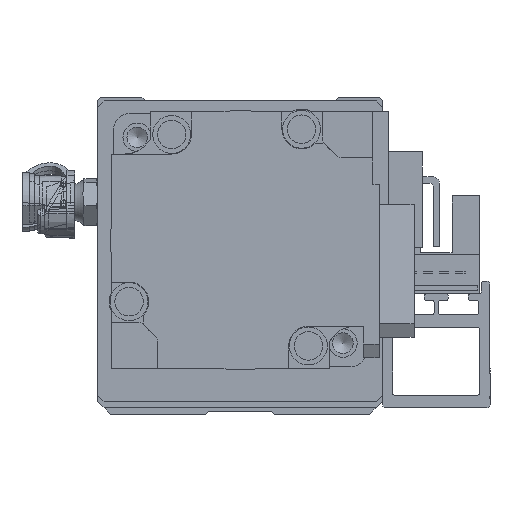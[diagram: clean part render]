
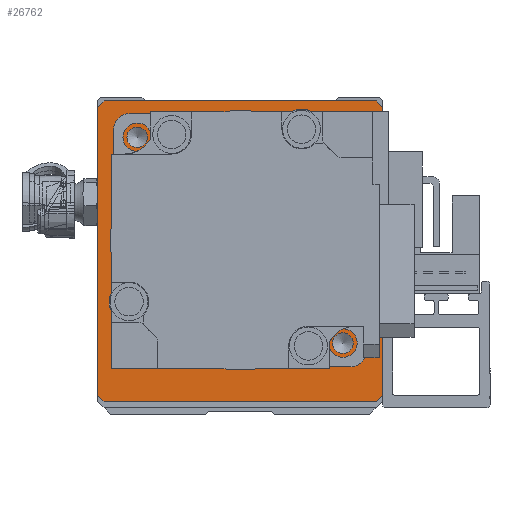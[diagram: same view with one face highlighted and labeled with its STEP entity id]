
A CAD part, front view. The second image highlights one B-rep face of the part: STEP entity #26762.
In plain terms, the highlighted planar face has unit normal (0, -1, 0).
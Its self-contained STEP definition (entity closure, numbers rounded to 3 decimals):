
#692=FACE_BOUND('',#4486,.T.);
#693=FACE_BOUND('',#4487,.T.);
#694=FACE_BOUND('',#4488,.T.);
#695=FACE_BOUND('',#4489,.T.);
#696=FACE_BOUND('',#4490,.T.);
#697=FACE_BOUND('',#4491,.T.);
#698=FACE_BOUND('',#4492,.T.);
#699=FACE_BOUND('',#4493,.T.);
#700=FACE_BOUND('',#4494,.T.);
#1347=PLANE('',#29044);
#2795=FACE_OUTER_BOUND('',#4485,.T.);
#4485=EDGE_LOOP('',(#20067,#20068,#20069,#20070,#20071,#20072,#20073,#20074));
#4486=EDGE_LOOP('',(#20075));
#4487=EDGE_LOOP('',(#20076));
#4488=EDGE_LOOP('',(#20077));
#4489=EDGE_LOOP('',(#20078));
#4490=EDGE_LOOP('',(#20079));
#4491=EDGE_LOOP('',(#20080));
#4492=EDGE_LOOP('',(#20081));
#4493=EDGE_LOOP('',(#20082));
#4494=EDGE_LOOP('',(#20083));
#6405=LINE('',#41631,#8563);
#6414=LINE('',#41684,#8572);
#6416=LINE('',#41688,#8574);
#6443=LINE('',#41788,#8601);
#6445=LINE('',#41791,#8603);
#6447=LINE('',#41795,#8605);
#6449=LINE('',#41799,#8607);
#6450=LINE('',#41801,#8608);
#8563=VECTOR('',#33222,10.);
#8572=VECTOR('',#33253,10.);
#8574=VECTOR('',#33257,10.);
#8601=VECTOR('',#33374,10.);
#8603=VECTOR('',#33378,10.);
#8605=VECTOR('',#33382,10.);
#8607=VECTOR('',#33386,10.);
#8608=VECTOR('',#33389,10.);
#10561=CIRCLE('',#29004,1.621);
#10563=CIRCLE('',#29008,1.621);
#10565=CIRCLE('',#29012,1.621);
#10567=CIRCLE('',#29016,1.621);
#10570=CIRCLE('',#29024,3.);
#10571=CIRCLE('',#29027,3.);
#10572=CIRCLE('',#29030,3.);
#10573=CIRCLE('',#29033,3.);
#10574=CIRCLE('',#29036,15.);
#12311=VERTEX_POINT('',#41628);
#12312=VERTEX_POINT('',#41630);
#12319=VERTEX_POINT('',#41682);
#12320=VERTEX_POINT('',#41686);
#12327=VERTEX_POINT('',#41709);
#12330=VERTEX_POINT('',#41718);
#12333=VERTEX_POINT('',#41727);
#12336=VERTEX_POINT('',#41736);
#12341=VERTEX_POINT('',#41754);
#12342=VERTEX_POINT('',#41760);
#12343=VERTEX_POINT('',#41766);
#12344=VERTEX_POINT('',#41772);
#12345=VERTEX_POINT('',#41778);
#12347=VERTEX_POINT('',#41785);
#12348=VERTEX_POINT('',#41787);
#12349=VERTEX_POINT('',#41793);
#12350=VERTEX_POINT('',#41797);
#15165=EDGE_CURVE('',#12311,#12312,#6405,.T.);
#15180=EDGE_CURVE('',#12319,#12311,#6414,.T.);
#15182=EDGE_CURVE('',#12320,#12319,#6416,.T.);
#15191=EDGE_CURVE('',#12327,#12327,#10561,.T.);
#15195=EDGE_CURVE('',#12330,#12330,#10563,.T.);
#15199=EDGE_CURVE('',#12333,#12333,#10565,.T.);
#15203=EDGE_CURVE('',#12336,#12336,#10567,.T.);
#15211=EDGE_CURVE('',#12341,#12341,#10570,.T.);
#15214=EDGE_CURVE('',#12342,#12342,#10571,.T.);
#15217=EDGE_CURVE('',#12343,#12343,#10572,.T.);
#15220=EDGE_CURVE('',#12344,#12344,#10573,.T.);
#15223=EDGE_CURVE('',#12345,#12345,#10574,.T.);
#15227=EDGE_CURVE('',#12347,#12348,#6443,.T.);
#15229=EDGE_CURVE('',#12312,#12347,#6445,.T.);
#15231=EDGE_CURVE('',#12349,#12320,#6447,.T.);
#15233=EDGE_CURVE('',#12350,#12349,#6449,.T.);
#15234=EDGE_CURVE('',#12348,#12350,#6450,.T.);
#20067=ORIENTED_EDGE('',*,*,#15234,.F.);
#20068=ORIENTED_EDGE('',*,*,#15227,.F.);
#20069=ORIENTED_EDGE('',*,*,#15229,.F.);
#20070=ORIENTED_EDGE('',*,*,#15165,.F.);
#20071=ORIENTED_EDGE('',*,*,#15180,.F.);
#20072=ORIENTED_EDGE('',*,*,#15182,.F.);
#20073=ORIENTED_EDGE('',*,*,#15231,.F.);
#20074=ORIENTED_EDGE('',*,*,#15233,.F.);
#20075=ORIENTED_EDGE('',*,*,#15191,.T.);
#20076=ORIENTED_EDGE('',*,*,#15195,.T.);
#20077=ORIENTED_EDGE('',*,*,#15199,.T.);
#20078=ORIENTED_EDGE('',*,*,#15203,.T.);
#20079=ORIENTED_EDGE('',*,*,#15211,.T.);
#20080=ORIENTED_EDGE('',*,*,#15214,.T.);
#20081=ORIENTED_EDGE('',*,*,#15217,.T.);
#20082=ORIENTED_EDGE('',*,*,#15220,.T.);
#20083=ORIENTED_EDGE('',*,*,#15223,.T.);
#26762=ADVANCED_FACE('',(#2795,#692,#693,#694,#695,#696,#697,#698,#699,
#700),#1347,.F.);
#29004=AXIS2_PLACEMENT_3D('',#41710,#33281,#33282);
#29008=AXIS2_PLACEMENT_3D('',#41719,#33291,#33292);
#29012=AXIS2_PLACEMENT_3D('',#41728,#33301,#33302);
#29016=AXIS2_PLACEMENT_3D('',#41737,#33311,#33312);
#29024=AXIS2_PLACEMENT_3D('',#41755,#33332,#33333);
#29027=AXIS2_PLACEMENT_3D('',#41761,#33340,#33341);
#29030=AXIS2_PLACEMENT_3D('',#41767,#33348,#33349);
#29033=AXIS2_PLACEMENT_3D('',#41773,#33356,#33357);
#29036=AXIS2_PLACEMENT_3D('',#41779,#33364,#33365);
#29044=AXIS2_PLACEMENT_3D('',#41802,#33390,#33391);
#33222=DIRECTION('',(-1.,0.,0.));
#33253=DIRECTION('',(-0.707,0.,-0.707));
#33257=DIRECTION('',(0.,0.,-1.));
#33281=DIRECTION('center_axis',(0.,1.,0.));
#33282=DIRECTION('ref_axis',(1.,0.,0.));
#33291=DIRECTION('center_axis',(0.,1.,0.));
#33292=DIRECTION('ref_axis',(1.,0.,0.));
#33301=DIRECTION('center_axis',(0.,1.,0.));
#33302=DIRECTION('ref_axis',(1.,0.,0.));
#33311=DIRECTION('center_axis',(0.,1.,0.));
#33312=DIRECTION('ref_axis',(1.,0.,0.));
#33332=DIRECTION('center_axis',(0.,1.,0.));
#33333=DIRECTION('ref_axis',(1.,0.,0.));
#33340=DIRECTION('center_axis',(0.,1.,0.));
#33341=DIRECTION('ref_axis',(1.,0.,0.));
#33348=DIRECTION('center_axis',(0.,1.,0.));
#33349=DIRECTION('ref_axis',(1.,0.,0.));
#33356=DIRECTION('center_axis',(0.,1.,0.));
#33357=DIRECTION('ref_axis',(1.,0.,0.));
#33364=DIRECTION('center_axis',(0.,1.,0.));
#33365=DIRECTION('ref_axis',(-1.,0.,0.));
#33374=DIRECTION('',(0.,0.,1.));
#33378=DIRECTION('',(-0.707,0.,0.707));
#33382=DIRECTION('',(0.707,0.,-0.707));
#33386=DIRECTION('',(1.,0.,0.));
#33389=DIRECTION('',(0.707,0.,0.707));
#33390=DIRECTION('center_axis',(0.,1.,0.));
#33391=DIRECTION('ref_axis',(0.,0.,1.));
#41628=CARTESIAN_POINT('',(44.,0.,0.));
#41630=CARTESIAN_POINT('',(1.,0.,0.));
#41631=CARTESIAN_POINT('',(44.,0.,0.));
#41682=CARTESIAN_POINT('',(45.,0.,1.));
#41684=CARTESIAN_POINT('',(45.,0.,1.));
#41686=CARTESIAN_POINT('',(45.,0.,46.5));
#41688=CARTESIAN_POINT('',(45.,0.,46.5));
#41709=CARTESIAN_POINT('',(37.142,0.,9.237));
#41710=CARTESIAN_POINT('Origin',(38.763,0.,9.237));
#41718=CARTESIAN_POINT('',(4.616,0.,41.763));
#41719=CARTESIAN_POINT('Origin',(6.237,0.,41.763));
#41727=CARTESIAN_POINT('',(37.142,0.,41.763));
#41728=CARTESIAN_POINT('Origin',(38.763,0.,41.763));
#41736=CARTESIAN_POINT('',(4.616,0.,9.237));
#41737=CARTESIAN_POINT('Origin',(6.237,0.,9.237));
#41754=CARTESIAN_POINT('',(36.5,0.,17.));
#41755=CARTESIAN_POINT('Origin',(39.5,0.,17.));
#41760=CARTESIAN_POINT('',(2.5,0.,34.));
#41761=CARTESIAN_POINT('Origin',(5.5,0.,34.));
#41766=CARTESIAN_POINT('',(36.5,0.,34.));
#41767=CARTESIAN_POINT('Origin',(39.5,0.,34.));
#41772=CARTESIAN_POINT('',(2.5,0.,17.));
#41773=CARTESIAN_POINT('Origin',(5.5,0.,17.));
#41778=CARTESIAN_POINT('',(37.5,0.,25.5));
#41779=CARTESIAN_POINT('Origin',(22.5,0.,25.5));
#41785=CARTESIAN_POINT('',(0.,0.,1.));
#41787=CARTESIAN_POINT('',(0.,0.,46.5));
#41788=CARTESIAN_POINT('',(0.,0.,1.));
#41791=CARTESIAN_POINT('',(1.,0.,0.));
#41793=CARTESIAN_POINT('',(44.,0.,47.5));
#41795=CARTESIAN_POINT('',(44.,0.,47.5));
#41797=CARTESIAN_POINT('',(1.,0.,47.5));
#41799=CARTESIAN_POINT('',(1.,0.,47.5));
#41801=CARTESIAN_POINT('',(0.,0.,46.5));
#41802=CARTESIAN_POINT('Origin',(22.5,0.,23.75));
